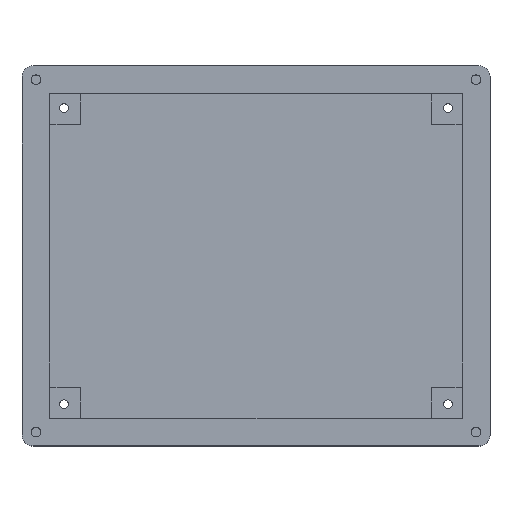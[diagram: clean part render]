
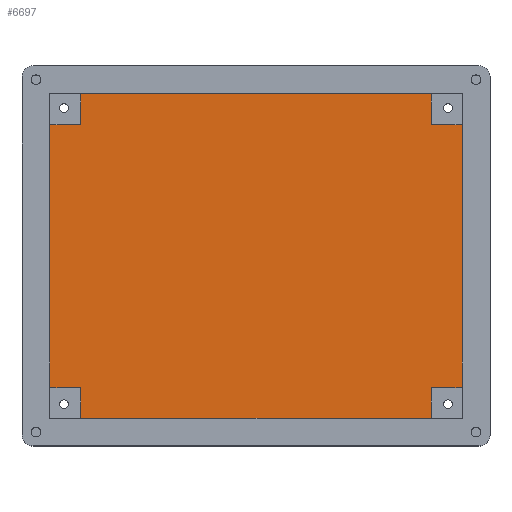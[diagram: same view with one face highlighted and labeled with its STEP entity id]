
A CAD part, top view. The second image highlights one B-rep face of the part: STEP entity #6697.
In plain terms, the highlighted planar face has unit normal (0, 0, 1).
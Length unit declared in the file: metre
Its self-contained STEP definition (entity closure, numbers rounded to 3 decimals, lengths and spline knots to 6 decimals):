
#815=ORIENTED_EDGE('',*,*,#2736,.F.);
#816=ORIENTED_EDGE('',*,*,#2779,.F.);
#817=ORIENTED_EDGE('',*,*,#2780,.T.);
#818=ORIENTED_EDGE('',*,*,#2728,.T.);
#819=ORIENTED_EDGE('',*,*,#2774,.F.);
#820=ORIENTED_EDGE('',*,*,#2772,.T.);
#821=ORIENTED_EDGE('',*,*,#2571,.T.);
#822=ORIENTED_EDGE('',*,*,#2764,.F.);
#823=ORIENTED_EDGE('',*,*,#2768,.T.);
#824=ORIENTED_EDGE('',*,*,#2744,.F.);
#825=ORIENTED_EDGE('',*,*,#2762,.F.);
#826=ORIENTED_EDGE('',*,*,#2760,.T.);
#2571=EDGE_CURVE('',#3576,#3577,#4214,.T.);
#2728=EDGE_CURVE('',#3729,#3728,#4314,.T.);
#2736=EDGE_CURVE('',#3736,#3737,#4319,.T.);
#2744=EDGE_CURVE('',#3742,#3744,#4327,.T.);
#2760=EDGE_CURVE('',#3752,#3737,#4334,.T.);
#2762=EDGE_CURVE('',#3752,#3742,#4336,.T.);
#2764=EDGE_CURVE('',#3753,#3577,#4338,.T.);
#2768=EDGE_CURVE('',#3753,#3744,#4341,.T.);
#2772=EDGE_CURVE('',#3758,#3576,#4344,.T.);
#2774=EDGE_CURVE('',#3758,#3728,#4346,.T.);
#2779=EDGE_CURVE('',#3761,#3736,#4350,.T.);
#2780=EDGE_CURVE('',#3761,#3729,#4351,.T.);
#3576=VERTEX_POINT('',#9298);
#3577=VERTEX_POINT('',#9299);
#3728=VERTEX_POINT('',#9673);
#3729=VERTEX_POINT('',#9675);
#3736=VERTEX_POINT('',#9691);
#3737=VERTEX_POINT('',#9692);
#3742=VERTEX_POINT('',#9705);
#3744=VERTEX_POINT('',#9708);
#3752=VERTEX_POINT('',#9735);
#3753=VERTEX_POINT('',#9741);
#3758=VERTEX_POINT('',#9759);
#3761=VERTEX_POINT('',#9771);
#4214=LINE('',#9297,#4949);
#4314=LINE('',#9674,#5049);
#4319=LINE('',#9690,#5054);
#4327=LINE('',#9707,#5062);
#4334=LINE('',#9734,#5069);
#4336=LINE('',#9738,#5071);
#4338=LINE('',#9743,#5073);
#4341=LINE('',#9750,#5076);
#4344=LINE('',#9758,#5079);
#4346=LINE('',#9762,#5081);
#4350=LINE('',#9772,#5085);
#4351=LINE('',#9774,#5086);
#4949=VECTOR('',#7579,1.);
#5049=VECTOR('',#7741,1.);
#5054=VECTOR('',#7754,1.);
#5062=VECTOR('',#7764,1.);
#5069=VECTOR('',#7795,1.);
#5071=VECTOR('',#7799,1.);
#5073=VECTOR('',#7803,1.);
#5076=VECTOR('',#7812,1.);
#5079=VECTOR('',#7821,1.);
#5081=VECTOR('',#7825,1.);
#5085=VECTOR('',#7835,1.);
#5086=VECTOR('',#7838,1.);
#5639=EDGE_LOOP('',(#815,#816,#817,#818,#819,#820,#821,#822,#823,#824,#825,
#826));
#6068=FACE_BOUND('',#5639,.T.);
#6462=PLANE('',#7135);
#6697=ADVANCED_FACE('',(#6068),#6462,.F.);
#7135=AXIS2_PLACEMENT_3D('',#9775,#7839,#7840);
#7579=DIRECTION('',(1.,0.,0.));
#7741=DIRECTION('',(0.,-1.,0.));
#7754=DIRECTION('',(1.,0.,0.));
#7764=DIRECTION('',(0.,-1.,0.));
#7795=DIRECTION('',(0.,1.,0.));
#7799=DIRECTION('',(1.,0.,0.));
#7803=DIRECTION('',(0.,-1.,0.));
#7812=DIRECTION('',(1.,0.,0.));
#7821=DIRECTION('',(0.,-1.,0.));
#7825=DIRECTION('',(-1.,0.,0.));
#7835=DIRECTION('',(0.,1.,0.));
#7838=DIRECTION('',(-1.,0.,0.));
#7839=DIRECTION('',(0.,0.,-1.));
#7840=DIRECTION('',(1.,0.,0.));
#9297=CARTESIAN_POINT('',(-0.036739,-0.015914,-0.00635));
#9298=CARTESIAN_POINT('',(-0.076739,-0.015914,-0.00635));
#9299=CARTESIAN_POINT('',(0.003261,-0.015914,-0.00635));
#9673=CARTESIAN_POINT('',(-0.083739,-0.008914,-0.00635));
#9674=CARTESIAN_POINT('',(-0.083739,0.021086,-0.00635));
#9675=CARTESIAN_POINT('',(-0.083739,0.051086,-0.00635));
#9690=CARTESIAN_POINT('',(-0.036739,0.058086,-0.00635));
#9691=CARTESIAN_POINT('',(-0.076739,0.058086,-0.00635));
#9692=CARTESIAN_POINT('',(0.003261,0.058086,-0.00635));
#9705=CARTESIAN_POINT('',(0.010261,0.051086,-0.00635));
#9707=CARTESIAN_POINT('',(0.010261,0.021086,-0.00635));
#9708=CARTESIAN_POINT('',(0.010261,-0.008914,-0.00635));
#9734=CARTESIAN_POINT('',(0.003261,0.021086,-0.00635));
#9735=CARTESIAN_POINT('',(0.003261,0.051086,-0.00635));
#9738=CARTESIAN_POINT('',(-0.036739,0.051086,-0.00635));
#9741=CARTESIAN_POINT('',(0.003261,-0.008914,-0.00635));
#9743=CARTESIAN_POINT('',(0.003261,0.021086,-0.00635));
#9750=CARTESIAN_POINT('',(-0.036739,-0.008914,-0.00635));
#9758=CARTESIAN_POINT('',(-0.076739,0.021086,-0.00635));
#9759=CARTESIAN_POINT('',(-0.076739,-0.008914,-0.00635));
#9762=CARTESIAN_POINT('',(-0.036739,-0.008914,-0.00635));
#9771=CARTESIAN_POINT('',(-0.076739,0.051086,-0.00635));
#9772=CARTESIAN_POINT('',(-0.076739,0.021086,-0.00635));
#9774=CARTESIAN_POINT('',(-0.036739,0.051086,-0.00635));
#9775=CARTESIAN_POINT('',(-0.036739,0.021086,-0.00635));
